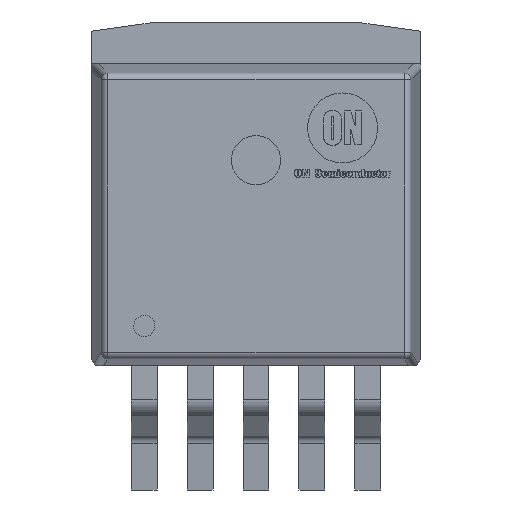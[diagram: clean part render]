
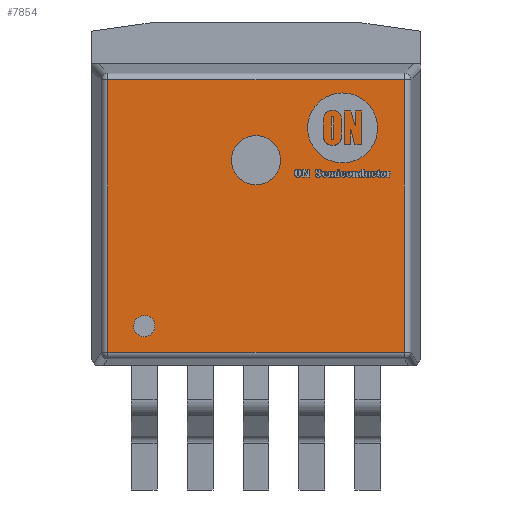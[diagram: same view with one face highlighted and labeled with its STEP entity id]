
A CAD part, top view. The second image highlights one B-rep face of the part: STEP entity #7854.
In plain terms, the highlighted planar face has unit normal (0, 0, 1).
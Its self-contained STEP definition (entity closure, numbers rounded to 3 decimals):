
#685=FACE_BOUND('',#1411,.T.);
#704=PLANE('',#8355);
#952=FACE_OUTER_BOUND('',#1410,.T.);
#1410=EDGE_LOOP('',(#5457,#5458,#5459,#5460));
#1411=EDGE_LOOP('',(#5461));
#1873=LINE('',#10078,#2614);
#1875=LINE('',#10086,#2616);
#1877=LINE('',#10096,#2618);
#1879=LINE('',#10105,#2620);
#2614=VECTOR('',#8667,9.031);
#2616=VECTOR('',#8675,8.301);
#2618=VECTOR('',#8687,9.031);
#2620=VECTOR('',#8699,8.301);
#3367=CIRCLE('',#8356,0.75);
#3412=VERTEX_POINT('',#10075);
#3413=VERTEX_POINT('',#10077);
#3416=VERTEX_POINT('',#10085);
#3419=VERTEX_POINT('',#10095);
#3431=VERTEX_POINT('',#10138);
#4210=EDGE_CURVE('',#3412,#3413,#1873,.T.);
#4214=EDGE_CURVE('',#3413,#3416,#1875,.T.);
#4219=EDGE_CURVE('',#3416,#3419,#1877,.T.);
#4224=EDGE_CURVE('',#3419,#3412,#1879,.T.);
#4241=EDGE_CURVE('',#3431,#3431,#3367,.T.);
#5457=ORIENTED_EDGE('',*,*,#4210,.F.);
#5458=ORIENTED_EDGE('',*,*,#4224,.F.);
#5459=ORIENTED_EDGE('',*,*,#4219,.F.);
#5460=ORIENTED_EDGE('',*,*,#4214,.F.);
#5461=ORIENTED_EDGE('',*,*,#4241,.T.);
#7854=ADVANCED_FACE('',(#952,#685),#704,.T.);
#8355=AXIS2_PLACEMENT_3D('',#10137,#8735,#8736);
#8356=AXIS2_PLACEMENT_3D('',#10139,#8737,#8738);
#8667=DIRECTION('',(1.,0.,0.));
#8675=DIRECTION('',(0.,-1.,0.));
#8687=DIRECTION('',(-1.,0.,0.));
#8699=DIRECTION('',(0.,1.,0.));
#8735=DIRECTION('center_axis',(0.,0.,1.));
#8736=DIRECTION('ref_axis',(1.,0.,0.));
#8737=DIRECTION('center_axis',(0.,0.,-1.));
#8738=DIRECTION('ref_axis',(-1.,0.,0.));
#10075=CARTESIAN_POINT('',(-4.516,4.103,4.826));
#10077=CARTESIAN_POINT('',(4.516,4.103,4.826));
#10078=CARTESIAN_POINT('',(1.253,4.103,4.826));
#10085=CARTESIAN_POINT('',(4.516,-4.199,4.826));
#10086=CARTESIAN_POINT('',(4.516,-1.149,4.826));
#10095=CARTESIAN_POINT('',(-4.516,-4.199,4.826));
#10096=CARTESIAN_POINT('',(-1.253,-4.199,4.826));
#10105=CARTESIAN_POINT('',(-4.516,1.149,4.826));
#10137=CARTESIAN_POINT('Origin',(0.,0.,4.826));
#10138=CARTESIAN_POINT('',(0.75,1.651,4.826));
#10139=CARTESIAN_POINT('Origin',(0.,1.651,4.826));
